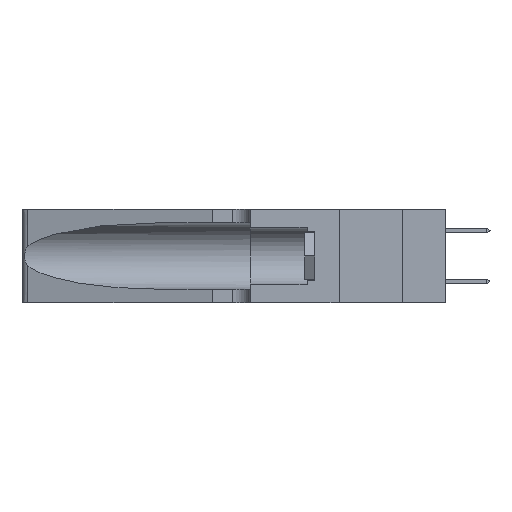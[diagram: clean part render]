
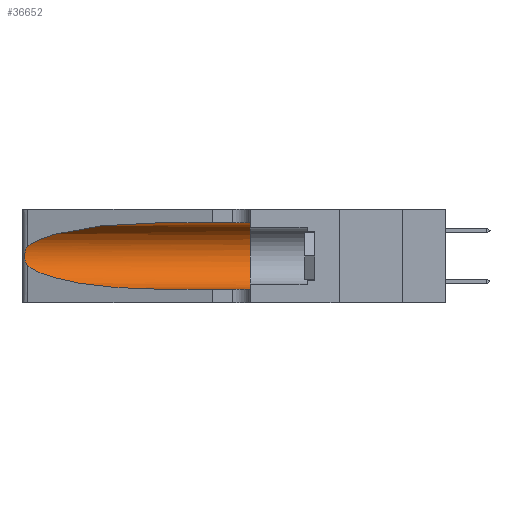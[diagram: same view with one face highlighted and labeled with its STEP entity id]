
A CAD part, left-side view. The second image highlights one B-rep face of the part: STEP entity #36652.
In plain terms, the highlighted cylindrical face has radius 3.308 mm (diameter 6.617 mm), a partial arc.
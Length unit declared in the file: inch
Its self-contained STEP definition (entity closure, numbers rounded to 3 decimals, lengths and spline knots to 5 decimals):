
#11 = CARTESIAN_POINT ( 'NONE',  ( 0.1305, 0.35, 0.05475 ) ) ;
#807 = LINE ( 'NONE', #28535, #23185 ) ;
#2006 = CARTESIAN_POINT ( 'NONE',  ( 0.25555, 1.22994, 0.2215 ) ) ;
#2131 = CARTESIAN_POINT ( 'NONE',  ( 0.25856, 1.23593, 0.16098 ) ) ;
#2322 = EDGE_LOOP ( 'NONE', ( #14344, #27746, #30218, #19285, #29879, #25089 ) ) ;
#3177 = FACE_OUTER_BOUND ( 'NONE', #2322, .T. ) ;
#5079 = CARTESIAN_POINT ( 'NONE',  ( 0.25487, 1.22718, 0.22369 ) ) ;
#5437 = CARTESIAN_POINT ( 'NONE',  ( 0.1305, 0.72297, 0.31525 ) ) ;
#5760 = CARTESIAN_POINT ( 'NONE',  ( 0.25639, 1.23186, 0.15144 ) ) ;
#6863 = CARTESIAN_POINT ( 'NONE',  ( 0.1305, 0.72297, 0.31525 ) ) ;
#6901 = DIRECTION ( 'NONE',  ( 0., 1., 0. ) ) ;
#7787 = CARTESIAN_POINT ( 'NONE',  ( 0.25487, 1.22718, 0.22369 ) ) ;
#8181 = CARTESIAN_POINT ( 'NONE',  ( 0.18966, 0.96281, 0.05475 ) ) ;
#8382 = CARTESIAN_POINT ( 'NONE',  ( 0.2373, 1.15595, 0.28018 ) ) ;
#8594 =( BOUNDED_CURVE ( )  B_SPLINE_CURVE ( 3, ( #35313, #11243, #8181, #14264 ),
 .UNSPECIFIED., .F., .F. ) 
 B_SPLINE_CURVE_WITH_KNOTS ( ( 4, 4 ),
 ( 3.44316, 4.71239 ),
 .UNSPECIFIED. ) 
 CURVE ( )  GEOMETRIC_REPRESENTATION_ITEM ( )  RATIONAL_B_SPLINE_CURVE ( ( 1., 0.87, 0.87, 1. ) ) 
 REPRESENTATION_ITEM ( '' )  );
#8844 = CARTESIAN_POINT ( 'NONE',  ( 0.25487, 1.22718, 0.14631 ) ) ;
#9508 = AXIS2_PLACEMENT_3D ( 'NONE', #10906, #38141, #20057 ) ;
#10242 = EDGE_CURVE ( 'NONE', #28426, #37277, #14892, .T. ) ;
#10906 = CARTESIAN_POINT ( 'NONE',  ( 0.1305, 1.61858, 0.185 ) ) ;
#11213 = CARTESIAN_POINT ( 'NONE',  ( 0.25639, 1.23184, 0.21858 ) ) ;
#11243 = CARTESIAN_POINT ( 'NONE',  ( 0.2373, 1.15595, 0.08982 ) ) ;
#11607 = LINE ( 'NONE', #16858, #17771 ) ;
#12759 = EDGE_CURVE ( 'NONE', #24124, #32907, #35401, .T. ) ;
#13027 = CARTESIAN_POINT ( 'NONE',  ( 0.1305, 0.35, 0.31525 ) ) ;
#14234 = CARTESIAN_POINT ( 'NONE',  ( 0.25854, 1.2359, 0.20912 ) ) ;
#14264 = CARTESIAN_POINT ( 'NONE',  ( 0.1305, 0.72297, 0.05475 ) ) ;
#14344 = ORIENTED_EDGE ( 'NONE', *, *, #10242, .T. ) ;
#14892 =( BOUNDED_CURVE ( )  B_SPLINE_CURVE ( 3, ( #5437, #23656, #8382, #26668 ),
 .UNSPECIFIED., .F., .F. ) 
 B_SPLINE_CURVE_WITH_KNOTS ( ( 4, 4 ),
 ( 1.5708, 2.84003 ),
 .UNSPECIFIED. ) 
 CURVE ( )  GEOMETRIC_REPRESENTATION_ITEM ( )  RATIONAL_B_SPLINE_CURVE ( ( 1., 0.87, 0.87, 1. ) ) 
 REPRESENTATION_ITEM ( '' )  );
#15649 = EDGE_CURVE ( 'NONE', #19080, #38381, #8594, .T. ) ;
#16858 = CARTESIAN_POINT ( 'NONE',  ( 0.1305, 1.61858, 0.05475 ) ) ;
#17295 = CARTESIAN_POINT ( 'NONE',  ( 0.26075, 1.23896, 0.19203 ) ) ;
#17771 = VECTOR ( 'NONE', #19917, 39.37008 ) ;
#18152 = EDGE_CURVE ( 'NONE', #37277, #19080, #30205, .T. ) ;
#18732 = CARTESIAN_POINT ( 'NONE',  ( 0.1305, 0.72297, 0.05475 ) ) ;
#19080 = VERTEX_POINT ( 'NONE', #37210 ) ;
#19285 = ORIENTED_EDGE ( 'NONE', *, *, #22274, .T. ) ;
#19917 = DIRECTION ( 'NONE',  ( 0., -1., 0. ) ) ;
#20057 = DIRECTION ( 'NONE',  ( 0., 0., -1. ) ) ;
#20358 = CARTESIAN_POINT ( 'NONE',  ( 0.26017, 1.23833, 0.17102 ) ) ;
#22274 = EDGE_CURVE ( 'NONE', #38381, #32907, #11607, .T. ) ;
#23185 = VECTOR ( 'NONE', #31569, 39.37008 ) ;
#23423 = CARTESIAN_POINT ( 'NONE',  ( 0.25789, 1.23486, 0.15765 ) ) ;
#23656 = CARTESIAN_POINT ( 'NONE',  ( 0.18966, 0.96281, 0.31525 ) ) ;
#24124 = VERTEX_POINT ( 'NONE', #13027 ) ;
#25083 = CARTESIAN_POINT ( 'NONE',  ( 0.1305, 0.35, 0.185 ) ) ;
#25089 = ORIENTED_EDGE ( 'NONE', *, *, #36485, .F. ) ;
#25264 = AXIS2_PLACEMENT_3D ( 'NONE', #25083, #6901, #28122 ) ;
#25521 = CYLINDRICAL_SURFACE ( 'NONE', #9508, 0.13025 ) ;
#26668 = CARTESIAN_POINT ( 'NONE',  ( 0.25487, 1.22718, 0.22369 ) ) ;
#27000 = CARTESIAN_POINT ( 'NONE',  ( 0.25555, 1.22993, 0.14849 ) ) ;
#27746 = ORIENTED_EDGE ( 'NONE', *, *, #18152, .T. ) ;
#28122 = DIRECTION ( 'NONE',  ( 0., 0., 1. ) ) ;
#28426 = VERTEX_POINT ( 'NONE', #6863 ) ;
#28535 = CARTESIAN_POINT ( 'NONE',  ( 0.1305, 1.61858, 0.31525 ) ) ;
#29879 = ORIENTED_EDGE ( 'NONE', *, *, #12759, .F. ) ;
#30205 = B_SPLINE_CURVE_WITH_KNOTS ( 'NONE', 3,
 ( #5079, #2006, #11213, #32401, #14234, #35407, #17295, #38456, #20358, #2131, #23423, #5760, #27000, #8844 ),
 .UNSPECIFIED., .F., .F.,
 ( 4, 2, 2, 2, 2, 2, 4 ),
 ( 0., 0.00027, 0.00053, 0.00107, 0.0016, 0.00187, 0.00214 ),
 .UNSPECIFIED. ) ;
#30218 = ORIENTED_EDGE ( 'NONE', *, *, #15649, .T. ) ;
#31569 = DIRECTION ( 'NONE',  ( 0., -1., 0. ) ) ;
#32401 = CARTESIAN_POINT ( 'NONE',  ( 0.25787, 1.23484, 0.2124 ) ) ;
#32907 = VERTEX_POINT ( 'NONE', #11 ) ;
#35313 = CARTESIAN_POINT ( 'NONE',  ( 0.25487, 1.22718, 0.14631 ) ) ;
#35401 = CIRCLE ( 'NONE', #25264, 0.13025 ) ;
#35407 = CARTESIAN_POINT ( 'NONE',  ( 0.26018, 1.23835, 0.19895 ) ) ;
#36485 = EDGE_CURVE ( 'NONE', #28426, #24124, #807, .T. ) ;
#36652 = ADVANCED_FACE ( 'NONE', ( #3177 ), #25521, .F. ) ;
#37210 = CARTESIAN_POINT ( 'NONE',  ( 0.25487, 1.22718, 0.14631 ) ) ;
#37277 = VERTEX_POINT ( 'NONE', #7787 ) ;
#38141 = DIRECTION ( 'NONE',  ( 0., -1., 0. ) ) ;
#38381 = VERTEX_POINT ( 'NONE', #18732 ) ;
#38456 = CARTESIAN_POINT ( 'NONE',  ( 0.26075, 1.23896, 0.178 ) ) ;
